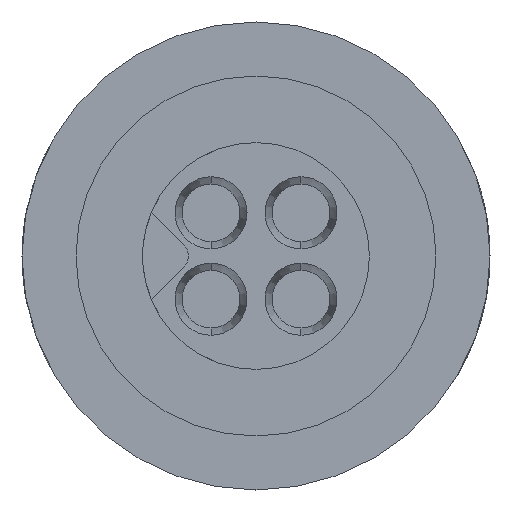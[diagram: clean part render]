
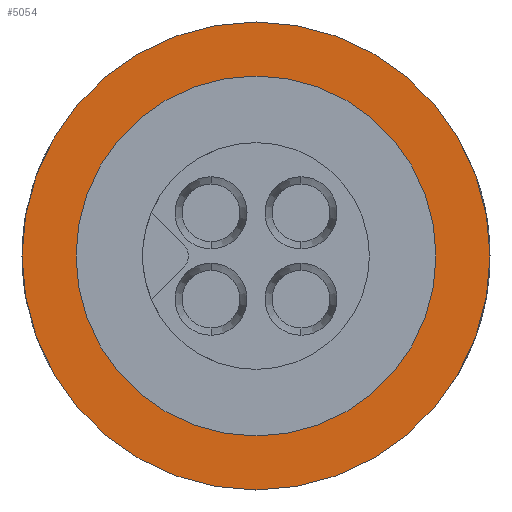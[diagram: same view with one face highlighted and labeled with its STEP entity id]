
A CAD part, left-side view. The second image highlights one B-rep face of the part: STEP entity #5054.
In plain terms, the highlighted planar face has unit normal (-1, 0, 0).
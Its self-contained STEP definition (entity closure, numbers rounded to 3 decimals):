
#26 = CARTESIAN_POINT ( 'NONE',  ( -10.584, 0., 0. ) ) ;
#243 = VERTEX_POINT ( 'NONE', #2079 ) ;
#313 = EDGE_LOOP ( 'NONE', ( #1572, #7381 ) ) ;
#520 = EDGE_LOOP ( 'NONE', ( #6390, #601 ) ) ;
#601 = ORIENTED_EDGE ( 'NONE', *, *, #1582, .F. ) ;
#694 = AXIS2_PLACEMENT_3D ( 'NONE', #3517, #3539, #3545 ) ;
#838 = EDGE_CURVE ( 'NONE', #8425, #2635, #3745, .T. ) ;
#1249 = CARTESIAN_POINT ( 'NONE',  ( -10.584, 0., 0. ) ) ;
#1266 = DIRECTION ( 'NONE',  ( -1., 0., 0. ) ) ;
#1280 = DIRECTION ( 'NONE',  ( 0., 0., 1. ) ) ;
#1348 = AXIS2_PLACEMENT_3D ( 'NONE', #2622, #2693, #2535 ) ;
#1572 = ORIENTED_EDGE ( 'NONE', *, *, #838, .F. ) ;
#1582 = EDGE_CURVE ( 'NONE', #243, #3962, #4184, .T. ) ;
#2079 = CARTESIAN_POINT ( 'NONE',  ( -10.584, 0., -3.25 ) ) ;
#2190 = AXIS2_PLACEMENT_3D ( 'NONE', #3264, #7924, #3951 ) ;
#2535 = DIRECTION ( 'NONE',  ( 0., 0., 1. ) ) ;
#2622 = CARTESIAN_POINT ( 'NONE',  ( -10.584, 0., 0. ) ) ;
#2635 = VERTEX_POINT ( 'NONE', #7745 ) ;
#2693 = DIRECTION ( 'NONE',  ( -1., 0., 0. ) ) ;
#2703 = DIRECTION ( 'NONE',  ( 0., 0., -1. ) ) ;
#2901 = EDGE_CURVE ( 'NONE', #2635, #8425, #4960, .T. ) ;
#3264 = CARTESIAN_POINT ( 'NONE',  ( -10.584, 0., 0. ) ) ;
#3517 = CARTESIAN_POINT ( 'NONE',  ( -10.584, 0., 0. ) ) ;
#3539 = DIRECTION ( 'NONE',  ( 1., 0., 0. ) ) ;
#3545 = DIRECTION ( 'NONE',  ( 0., 0., 1. ) ) ;
#3745 = CIRCLE ( 'NONE', #6478, 2.5 ) ;
#3951 = DIRECTION ( 'NONE',  ( 0., 0., 1. ) ) ;
#3962 = VERTEX_POINT ( 'NONE', #8389 ) ;
#4184 = CIRCLE ( 'NONE', #694, 3.25 ) ;
#4932 = EDGE_CURVE ( 'NONE', #3962, #243, #6495, .T. ) ;
#4960 = CIRCLE ( 'NONE', #1348, 2.5 ) ;
#5054 = ADVANCED_FACE ( 'NONE', ( #6607, #6625 ), #6086, .F. ) ;
#5168 = CARTESIAN_POINT ( 'NONE',  ( -10.584, 0., 2.5 ) ) ;
#5819 = AXIS2_PLACEMENT_3D ( 'NONE', #26, #6768, #2703 ) ;
#6086 = PLANE ( 'NONE',  #5819 ) ;
#6390 = ORIENTED_EDGE ( 'NONE', *, *, #4932, .F. ) ;
#6478 = AXIS2_PLACEMENT_3D ( 'NONE', #1249, #1266, #1280 ) ;
#6495 = CIRCLE ( 'NONE', #2190, 3.25 ) ;
#6607 = FACE_OUTER_BOUND ( 'NONE', #520, .T. ) ;
#6625 = FACE_BOUND ( 'NONE', #313, .T. ) ;
#6768 = DIRECTION ( 'NONE',  ( 1., 0., 0. ) ) ;
#7381 = ORIENTED_EDGE ( 'NONE', *, *, #2901, .F. ) ;
#7745 = CARTESIAN_POINT ( 'NONE',  ( -10.584, 0., -2.5 ) ) ;
#7924 = DIRECTION ( 'NONE',  ( 1., 0., 0. ) ) ;
#8389 = CARTESIAN_POINT ( 'NONE',  ( -10.584, 0., 3.25 ) ) ;
#8425 = VERTEX_POINT ( 'NONE', #5168 ) ;
